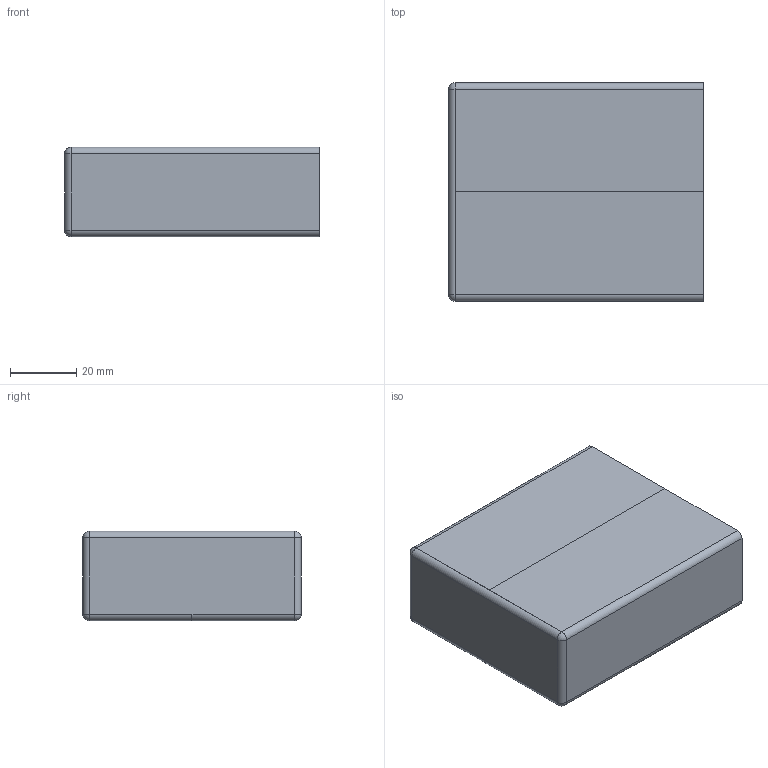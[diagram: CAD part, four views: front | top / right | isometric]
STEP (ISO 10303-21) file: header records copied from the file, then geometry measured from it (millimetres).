
FILE_DESCRIPTION(('FreeCAD Model'),'2;1');
FILE_NAME('Open CASCADE Shape Model','2024-05-17T16:55:52',(''),(''), 'Open CASCADE STEP processor 7.7','FreeCAD','Unknown');
FILE_SCHEMA(('AUTOMOTIVE_DESIGN { 1 0 10303 214 1 1 1 1 }'));
Length unit declared in the file: millimetre
Products named in the file (1): receiver_uno_box
Bounding box: 77 x 66 x 27 mm (x, y, z)
Volume: 35898.1 mm3; surface area: 31834.2 mm2
Topology: 1 solids, 1 shells, 96 faces, 215 edges, 125 vertices
Faces by surface type: plane 71, cylinder 21, sphere 4
Full cylindrical faces by diameter (mm): 1.45 x4, 8 x4
Entity records: 5347 total; most frequent: CARTESIAN_POINT 903, DIRECTION 856, LINE 576, VECTOR 576, ORIENTED_EDGE 422, PCURVE 422, DEFINITIONAL_REPRESENTATION 422, EDGE_CURVE 211
